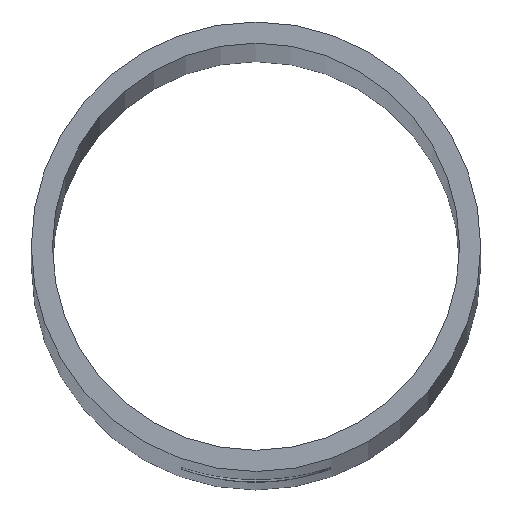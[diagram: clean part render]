
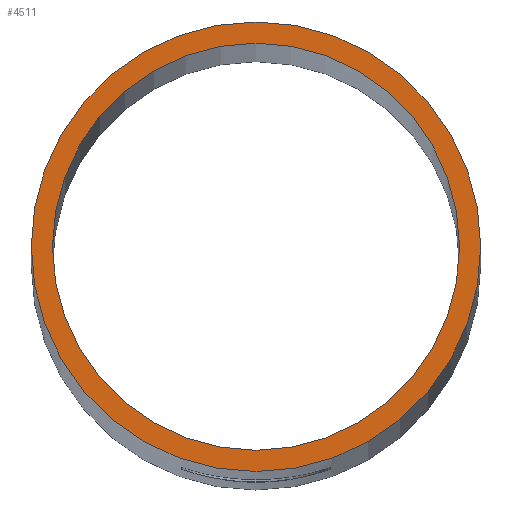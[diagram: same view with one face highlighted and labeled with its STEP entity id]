
A CAD part, top view. The second image highlights one B-rep face of the part: STEP entity #4511.
In plain terms, the highlighted planar face has unit normal (0, 0, 1).
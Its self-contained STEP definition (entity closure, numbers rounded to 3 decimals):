
#29 = CARTESIAN_POINT ( 'NONE',  ( 19.2, 0., 500. ) ) ;
#326 = CARTESIAN_POINT ( 'NONE',  ( 0., 0., 500. ) ) ;
#526 = AXIS2_PLACEMENT_3D ( 'NONE', #10744, #3545, #6024 ) ;
#1149 = FACE_OUTER_BOUND ( 'NONE', #12368, .T. ) ;
#1241 = ORIENTED_EDGE ( 'NONE', *, *, #3809, .F. ) ;
#1568 = VERTEX_POINT ( 'NONE', #29 ) ;
#2459 = CIRCLE ( 'NONE', #2661, 21.2 ) ;
#2661 = AXIS2_PLACEMENT_3D ( 'NONE', #6183, #14298, #14101 ) ;
#3488 = CIRCLE ( 'NONE', #13947, 19.2 ) ;
#3545 = DIRECTION ( 'NONE',  ( 0., 0., 1. ) ) ;
#3571 = DIRECTION ( 'NONE',  ( 1., 0., 0. ) ) ;
#3583 = ORIENTED_EDGE ( 'NONE', *, *, #6695, .F. ) ;
#3700 = CARTESIAN_POINT ( 'NONE',  ( -21.2, 0., 500. ) ) ;
#3809 = EDGE_CURVE ( 'NONE', #5144, #1568, #13029, .T. ) ;
#3909 = DIRECTION ( 'NONE',  ( 0., 0., 1. ) ) ;
#4237 = ORIENTED_EDGE ( 'NONE', *, *, #4668, .T. ) ;
#4425 = CIRCLE ( 'NONE', #526, 21.2 ) ;
#4511 = ADVANCED_FACE ( 'NONE', ( #8089, #1149 ), #12317, .T. ) ;
#4668 = EDGE_CURVE ( 'NONE', #5050, #8716, #4425, .T. ) ;
#5050 = VERTEX_POINT ( 'NONE', #3700 ) ;
#5144 = VERTEX_POINT ( 'NONE', #9879 ) ;
#5182 = AXIS2_PLACEMENT_3D ( 'NONE', #12110, #14560, #10956 ) ;
#5956 = DIRECTION ( 'NONE',  ( 0., 0., 1. ) ) ;
#6024 = DIRECTION ( 'NONE',  ( 1., 0., 0. ) ) ;
#6183 = CARTESIAN_POINT ( 'NONE',  ( 0., 0., 500. ) ) ;
#6695 = EDGE_CURVE ( 'NONE', #1568, #5144, #3488, .T. ) ;
#7122 = AXIS2_PLACEMENT_3D ( 'NONE', #10958, #3909, #7374 ) ;
#7374 = DIRECTION ( 'NONE',  ( 1., 0., 0. ) ) ;
#8089 = FACE_BOUND ( 'NONE', #9550, .T. ) ;
#8716 = VERTEX_POINT ( 'NONE', #9832 ) ;
#9550 = EDGE_LOOP ( 'NONE', ( #1241, #3583 ) ) ;
#9832 = CARTESIAN_POINT ( 'NONE',  ( 21.2, 0., 500. ) ) ;
#9879 = CARTESIAN_POINT ( 'NONE',  ( -19.2, 0., 500. ) ) ;
#10270 = ORIENTED_EDGE ( 'NONE', *, *, #12163, .T. ) ;
#10744 = CARTESIAN_POINT ( 'NONE',  ( 0., 0., 500. ) ) ;
#10956 = DIRECTION ( 'NONE',  ( 1., 0., 0. ) ) ;
#10958 = CARTESIAN_POINT ( 'NONE',  ( 0., 0., 500. ) ) ;
#12110 = CARTESIAN_POINT ( 'NONE',  ( 0., 0., 500. ) ) ;
#12163 = EDGE_CURVE ( 'NONE', #8716, #5050, #2459, .T. ) ;
#12317 = PLANE ( 'NONE',  #5182 ) ;
#12368 = EDGE_LOOP ( 'NONE', ( #4237, #10270 ) ) ;
#13029 = CIRCLE ( 'NONE', #7122, 19.2 ) ;
#13947 = AXIS2_PLACEMENT_3D ( 'NONE', #326, #5956, #3571 ) ;
#14101 = DIRECTION ( 'NONE',  ( 1., 0., 0. ) ) ;
#14298 = DIRECTION ( 'NONE',  ( 0., 0., 1. ) ) ;
#14560 = DIRECTION ( 'NONE',  ( 0., 0., 1. ) ) ;
